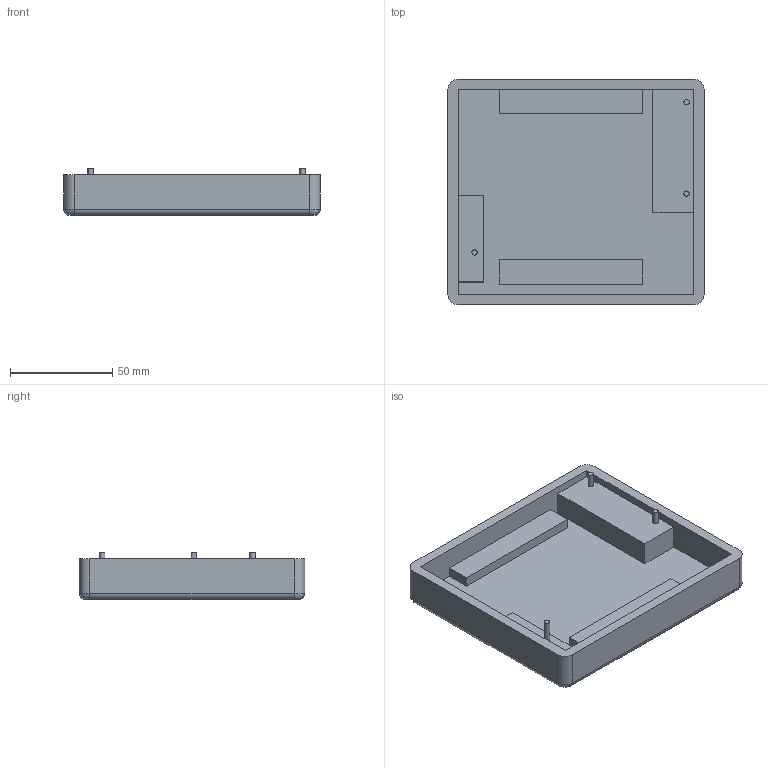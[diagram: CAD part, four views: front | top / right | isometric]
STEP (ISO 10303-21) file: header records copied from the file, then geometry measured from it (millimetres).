
FILE_DESCRIPTION(/* description */ (''),/* implementation_level */ '2;1');
FILE_NAME(/* name */ 'Case_bottom.step',/* time_stamp */ '2025-07-14T05:47:41+02:00',/* author */ (''),/* organization */ (''),/* preprocessor_version */ 'ST-DEVELOPER v20.1',/* originating_system */ 'Autodesk Translation Framework v14.10.0.0',/* authorisation */ '');
FILE_SCHEMA (('AUTOMOTIVE_DESIGN { 1 0 10303 214 3 1 1 }'));
Length unit declared in the file: millimetre
Products named in the file (1): PizzaPad_case
Bounding box: 125 x 110 x 22.97 mm (x, y, z)
Volume: 120171.3 mm3; surface area: 44868.6 mm2
Topology: 1 solids, 1 shells, 46 faces, 106 edges, 68 vertices
Faces by surface type: plane 31, cylinder 11, bspline 4
Full cylindrical faces by diameter (mm): 2.6 x3
Entity records: 1330 total; most frequent: CARTESIAN_POINT 253, DIRECTION 218, ORIENTED_EDGE 212, EDGE_CURVE 106, LINE 80, VECTOR 80, AXIS2_PLACEMENT_3D 69, VERTEX_POINT 68
